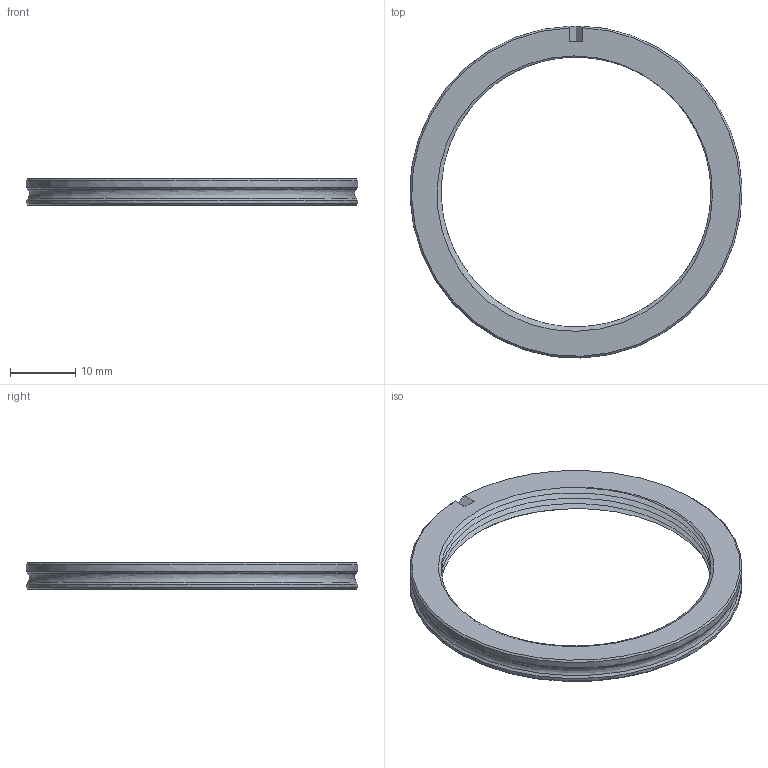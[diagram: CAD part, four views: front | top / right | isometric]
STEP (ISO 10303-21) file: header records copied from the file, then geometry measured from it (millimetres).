
FILE_DESCRIPTION(('HOOPS Exchange Step'),'2;1');
FILE_NAME('temp_export','2023-06-26T21:21:25+20:00',('gmoua'),('Shapr3D Limited'),'HOOPS Exchange 2022.2','Shapr3D','Authorized');
FILE_SCHEMA( ('AUTOMOTIVE_DESIGN { 1 0 10303 214 1 1 1 1 }') );
Length unit declared in the file: millimetre
Products named in the file (1): M42-PENF M42 Mount
Bounding box: 50.78 x 50.79 x 4 mm (x, y, z)
Volume: 2401.5 mm3; surface area: 2969.1 mm2
Topology: 1 solids, 1 shells, 15 faces, 38 edges, 25 vertices
Faces by surface type: bspline 5, plane 4, cylinder 3, cone 3
Full cylindrical faces by diameter (mm): 50.8 x2
Entity records: 5379 total; most frequent: CARTESIAN_POINT 5031, ORIENTED_EDGE 76, DIRECTION 53, EDGE_CURVE 38, VERTEX_POINT 25, AXIS2_PLACEMENT_3D 23, B_SPLINE_CURVE_WITH_KNOTS 17, EDGE_LOOP 17
